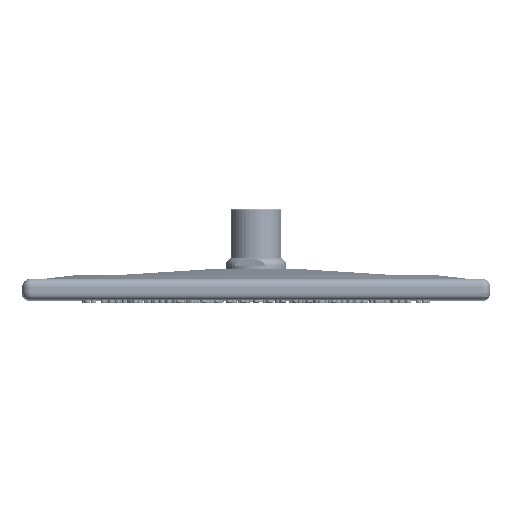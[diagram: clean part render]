
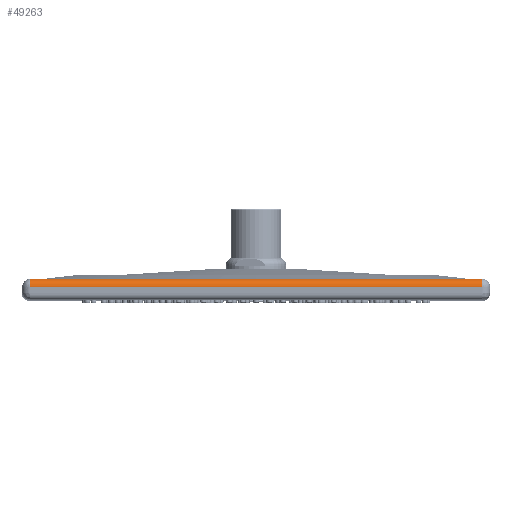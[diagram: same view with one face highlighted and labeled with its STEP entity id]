
A CAD part, top view. The second image highlights one B-rep face of the part: STEP entity #49263.
In plain terms, the highlighted cylindrical face has radius 5.08 mm (diameter 10.16 mm), a partial arc.
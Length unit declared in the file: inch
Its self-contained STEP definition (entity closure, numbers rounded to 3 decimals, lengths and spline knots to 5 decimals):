
#2376=DIRECTION('',(-1.,0.,0.001));
#2377=VECTOR('',#2376,11.15);
#2378=CARTESIAN_POINT('',(5.57819,-0.14729,
5.77192));
#2379=LINE('',#2378,#2377);
#2503=CARTESIAN_POINT('',(5.57808,-0.14729,
5.57192));
#2504=DIRECTION('',(-1.,0.,0.001));
#2505=DIRECTION('',(0.001,0.,1.));
#2506=AXIS2_PLACEMENT_3D('',#2503,#2504,#2505);
#2508=DIRECTION('',(-1.,0.,0.001));
#2509=VECTOR('',#2508,11.024);
#2510=CARTESIAN_POINT('',(5.51516,-0.00159,
5.70895));
#2511=LINE('',#2510,#2509);
#2512=CARTESIAN_POINT('',(5.51516,-0.00159,
5.70895));
#2513=CARTESIAN_POINT('',(5.51867,-0.00159,
5.70895));
#2514=CARTESIAN_POINT('',(5.52573,-0.00141,
5.70876));
#2515=CARTESIAN_POINT('',(5.53638,-0.00062,
5.70791));
#2516=CARTESIAN_POINT('',(5.5472,0.00071,5.70645));
#2517=CARTESIAN_POINT('',(5.55459,0.00198,5.70504));
#2518=CARTESIAN_POINT('',(5.55831,0.00271,5.70422));
#2520=DIRECTION('',(-1.,0.,0.001));
#2521=VECTOR('',#2520,11.11032);
#2522=CARTESIAN_POINT('',(5.55831,0.00271,5.70422));
#2523=LINE('',#2522,#2521);
#2524=CARTESIAN_POINT('',(-5.552,0.00271,
5.71036));
#2525=CARTESIAN_POINT('',(-5.54828,0.00198,
5.71118));
#2526=CARTESIAN_POINT('',(-5.54089,0.00071,
5.71258));
#2527=CARTESIAN_POINT('',(-5.53007,-0.00062,
5.71403));
#2528=CARTESIAN_POINT('',(-5.51941,-0.00141,
5.71487));
#2529=CARTESIAN_POINT('',(-5.51235,-0.00159,
5.71505));
#2530=CARTESIAN_POINT('',(-5.50884,-0.00159,
5.71505));
#2532=CARTESIAN_POINT('',(-5.57192,-0.14729,
5.57808));
#2533=DIRECTION('',(-1.,0.,0.001));
#2534=DIRECTION('',(0.001,0.,1.));
#2535=AXIS2_PLACEMENT_3D('',#2532,#2533,#2534);
#2570=DIRECTION('',(-1.,0.,0.001));
#2571=VECTOR('',#2570,11.15);
#2572=CARTESIAN_POINT('',(5.57808,0.05271,5.57192));
#2573=LINE('',#2572,#2571);
#47191=CARTESIAN_POINT('',(5.57819,-0.14729,
5.77192));
#47192=VERTEX_POINT('',#47191);
#47197=CARTESIAN_POINT('',(-5.57181,-0.14729,
5.77808));
#47198=VERTEX_POINT('',#47197);
#47222=CARTESIAN_POINT('',(5.57808,0.05271,
5.57192));
#47224=VERTEX_POINT('',#47222);
#47225=CARTESIAN_POINT('',(-5.57192,0.05271,
5.57808));
#47226=VERTEX_POINT('',#47225);
#47271=CARTESIAN_POINT('',(5.51516,-0.00159,
5.70895));
#47272=CARTESIAN_POINT('',(-5.50884,-0.00159,
5.71505));
#47273=VERTEX_POINT('',#47271);
#47274=VERTEX_POINT('',#47272);
#47275=VERTEX_POINT('',#2524);
#47276=VERTEX_POINT('',#2518);
#49240=CARTESIAN_POINT('',(5.58009,-0.14729,
5.57192));
#49241=DIRECTION('',(-1.,0.,0.001));
#49242=DIRECTION('',(0.001,0.,1.));
#49243=AXIS2_PLACEMENT_3D('',#49240,#49241,#49242);
#49244=CYLINDRICAL_SURFACE('',#49243,0.2);
#49245=ORIENTED_EDGE('',*,*,#49080,.T.);
#49247=ORIENTED_EDGE('',*,*,#49246,.T.);
#49249=ORIENTED_EDGE('',*,*,#49248,.F.);
#49250=ORIENTED_EDGE('',*,*,#49234,.F.);
#49251=EDGE_LOOP('',(#49245,#49247,#49249,#49250));
#49252=FACE_OUTER_BOUND('',#49251,.F.);
#49254=ORIENTED_EDGE('',*,*,#49253,.F.);
#49256=ORIENTED_EDGE('',*,*,#49255,.T.);
#49258=ORIENTED_EDGE('',*,*,#49257,.T.);
#49260=ORIENTED_EDGE('',*,*,#49259,.T.);
#49261=EDGE_LOOP('',(#49254,#49256,#49258,#49260));
#49262=FACE_BOUND('',#49261,.F.);
#49263=ADVANCED_FACE('',(#49252,#49262),#49244,.T.);
#2507=CIRCLE('',#2506,0.2);
#2519=B_SPLINE_CURVE_WITH_KNOTS('',3,(#2512,#2513,#2514,#2515,#2516,#2517,
#2518),.UNSPECIFIED.,.F.,.F.,(4,1,1,1,4),(0.,0.25,0.5,0.75,1.),
.UNSPECIFIED.);
#2531=B_SPLINE_CURVE_WITH_KNOTS('',3,(#2524,#2525,#2526,#2527,#2528,#2529,
#2530),.UNSPECIFIED.,.F.,.F.,(4,1,1,1,4),(0.,0.25,0.5,0.75,1.),
.UNSPECIFIED.);
#2536=CIRCLE('',#2535,0.2);
#49080=EDGE_CURVE('',#47192,#47198,#2379,.T.);
#49234=EDGE_CURVE('',#47192,#47224,#2507,.T.);
#49246=EDGE_CURVE('',#47198,#47226,#2536,.T.);
#49248=EDGE_CURVE('',#47224,#47226,#2573,.T.);
#49253=EDGE_CURVE('',#47273,#47274,#2511,.T.);
#49255=EDGE_CURVE('',#47273,#47276,#2519,.T.);
#49257=EDGE_CURVE('',#47276,#47275,#2523,.T.);
#49259=EDGE_CURVE('',#47275,#47274,#2531,.T.);
